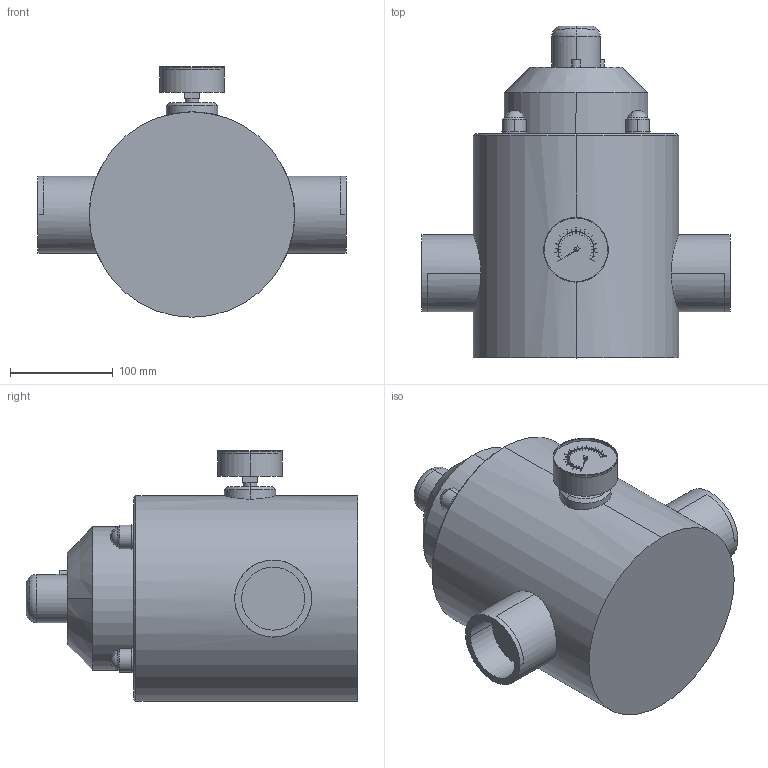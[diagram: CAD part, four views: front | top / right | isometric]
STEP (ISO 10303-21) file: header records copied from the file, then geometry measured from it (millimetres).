
FILE_DESCRIPTION((''),'2;1');
FILE_NAME('KU_V82_PP_DN65_17002609_11','2019-06-11T',('Kattner'),(''),'PRO/ENGINEER BY PARAMETRIC TECHNOLOGY CORPORATION, 2016360','PRO/ENGINEER BY PARAMETRIC TECHNOLOGY CORPORATION, 2016360','');
FILE_SCHEMA(('AUTOMOTIVE_DESIGN { 1 0 10303 214 1 1 1 1 }'));
Length unit declared in the file: millimetre
Products named in the file (1): KU_V82_PP_DN65_17002609_11
Bounding box: 300 x 323.13 x 244 mm (x, y, z)
Volume: 8198164.2 mm3; surface area: 281020.7 mm2
Topology: 1 solids, 1 shells, 283 faces, 794 edges, 522 vertices
Faces by surface type: cylinder 130, plane 117, cone 24, sphere 8, torus 4
Entity records: 11333 total; most frequent: CARTESIAN_POINT 1705, DIRECTION 1660, ORIENTED_EDGE 1572, EDGE_CURVE 786, AXIS2_PLACEMENT_3D 601, VERTEX_POINT 522, VECTOR 458, LINE 458
